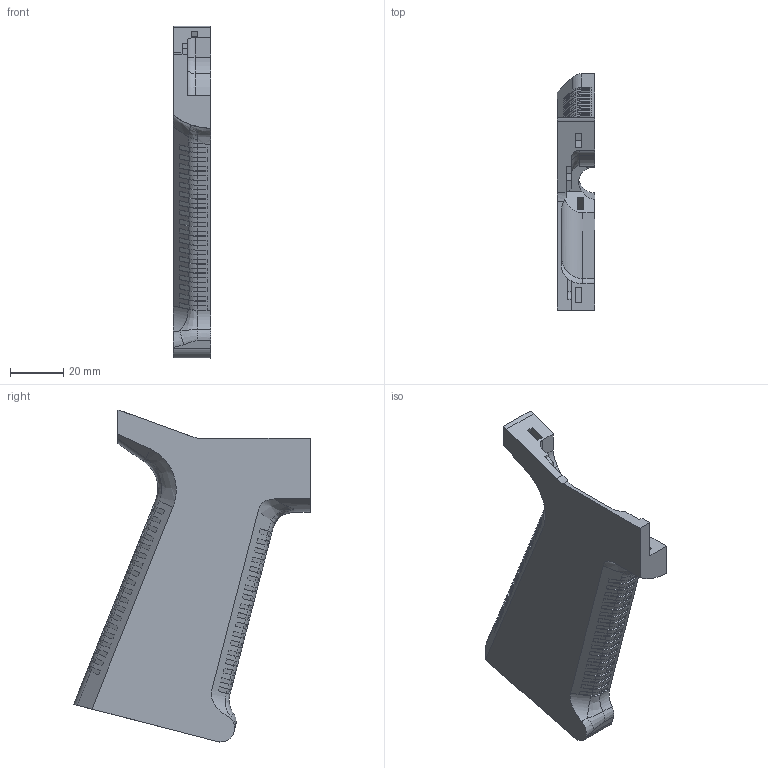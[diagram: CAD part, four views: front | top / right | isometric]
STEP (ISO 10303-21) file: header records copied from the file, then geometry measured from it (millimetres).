
FILE_DESCRIPTION(/* description */ (''),/* implementation_level */ '2;1');
FILE_NAME(/* name */ '31.3-grip-right-flat-0.6mm.step',/* time_stamp */ '2022-04-06T21:26:13+01:00',/* author */ (''),/* organization */ (''),/* preprocessor_version */ 'ST-DEVELOPER v18.1',/* originating_system */ 'Autodesk Translation Framework v10.13.0.1454',/* authorisation */ '');
FILE_SCHEMA (('AUTOMOTIVE_DESIGN { 1 0 10303 214 3 1 1 }'));
Length unit declared in the file: millimetre
Products named in the file (1): 31.3-grip-right-flat-0.6mm
Bounding box: 14 x 88.84 x 124.65 mm (x, y, z)
Volume: 26938.3 mm3; surface area: 19924.1 mm2
Topology: 1 solids, 1 shells, 491 faces, 1460 edges, 985 vertices
Faces by surface type: plane 359, cylinder 74, bspline 54, cone 2, torus 2
Full cylindrical faces by diameter (mm): 3.3 x8, 6.9 x1
Entity records: 22892 total; most frequent: CARTESIAN_POINT 9942, ORIENTED_EDGE 2918, DIRECTION 2350, EDGE_CURVE 1459, LINE 1100, VECTOR 1100, VERTEX_POINT 985, AXIS2_PLACEMENT_3D 625
